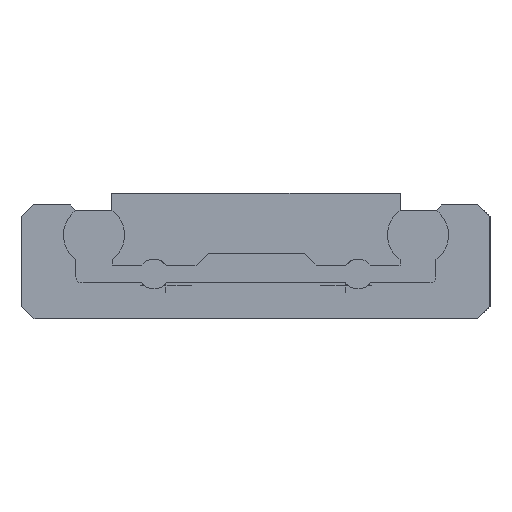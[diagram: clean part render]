
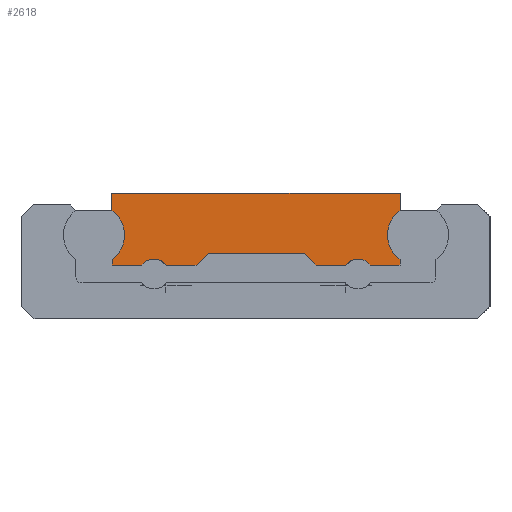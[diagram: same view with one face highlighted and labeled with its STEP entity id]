
A CAD part, left-side view. The second image highlights one B-rep face of the part: STEP entity #2618.
In plain terms, the highlighted face is planar.
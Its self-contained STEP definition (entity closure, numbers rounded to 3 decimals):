
#11 = ORIENTED_EDGE ( 'NONE', *, *, #1541, .T. ) ;
#52 = VERTEX_POINT ( 'NONE', #5452 ) ;
#117 = EDGE_CURVE ( 'NONE', #4551, #5715, #3449, .T. ) ;
#150 = CARTESIAN_POINT ( 'NONE',  ( 572.5, 8., 0. ) ) ;
#197 = ORIENTED_EDGE ( 'NONE', *, *, #4162, .T. ) ;
#264 = VERTEX_POINT ( 'NONE', #5128 ) ;
#440 = CARTESIAN_POINT ( 'NONE',  ( 572.5, -10., 2. ) ) ;
#457 = CARTESIAN_POINT ( 'NONE',  ( 572.5, 8., 0. ) ) ;
#475 = LINE ( 'NONE', #885, #5459 ) ;
#506 = EDGE_CURVE ( 'NONE', #52, #1392, #475, .T. ) ;
#604 = DIRECTION ( 'NONE',  ( 0., 0., -1. ) ) ;
#614 = DIRECTION ( 'NONE',  ( 1., 0., 0. ) ) ;
#641 = ORIENTED_EDGE ( 'NONE', *, *, #117, .T. ) ;
#647 = VECTOR ( 'NONE', #1418, 1000. ) ;
#653 = CIRCLE ( 'NONE', #6196, 2.6 ) ;
#758 = LINE ( 'NONE', #3167, #2651 ) ;
#759 = DIRECTION ( 'NONE',  ( 0., -1., 0. ) ) ;
#840 = DIRECTION ( 'NONE',  ( 0., 0., 1. ) ) ;
#870 = LINE ( 'NONE', #3686, #3303 ) ;
#874 = LINE ( 'NONE', #1267, #3843 ) ;
#885 = CARTESIAN_POINT ( 'NONE',  ( 572.5, 14.951, 2. ) ) ;
#919 = DIRECTION ( 'NONE',  ( 0., -1., 0. ) ) ;
#992 = VERTEX_POINT ( 'NONE', #6278 ) ;
#1121 = VERTEX_POINT ( 'NONE', #1902 ) ;
#1155 = CARTESIAN_POINT ( 'NONE',  ( 572.5, -27., -3. ) ) ;
#1223 = CARTESIAN_POINT ( 'NONE',  ( 572.5, -24., -7.124 ) ) ;
#1250 = ORIENTED_EDGE ( 'NONE', *, *, #4451, .T. ) ;
#1267 = CARTESIAN_POINT ( 'NONE',  ( 572.5, -19.049, 2. ) ) ;
#1270 = ORIENTED_EDGE ( 'NONE', *, *, #3854, .T. ) ;
#1290 = VERTEX_POINT ( 'NONE', #5380 ) ;
#1392 = VERTEX_POINT ( 'NONE', #3031 ) ;
#1411 = CARTESIAN_POINT ( 'NONE',  ( 572.5, -14.951, 2. ) ) ;
#1418 = DIRECTION ( 'NONE',  ( 0., -1., 0. ) ) ;
#1475 = ORIENTED_EDGE ( 'NONE', *, *, #506, .T. ) ;
#1476 = LINE ( 'NONE', #1651, #5332 ) ;
#1484 = CARTESIAN_POINT ( 'NONE',  ( 572.5, 24., -7.124 ) ) ;
#1533 = VERTEX_POINT ( 'NONE', #5568 ) ;
#1541 = EDGE_CURVE ( 'NONE', #5715, #1290, #5734, .T. ) ;
#1650 = DIRECTION ( 'NONE',  ( 0., 0., -1. ) ) ;
#1651 = CARTESIAN_POINT ( 'NONE',  ( 572.5, -8., 0. ) ) ;
#1665 = ORIENTED_EDGE ( 'NONE', *, *, #2374, .T. ) ;
#1761 = LINE ( 'NONE', #5194, #5936 ) ;
#1865 = DIRECTION ( 'NONE',  ( 0., 0., -1. ) ) ;
#1890 = DIRECTION ( 'NONE',  ( -1., 0., 0. ) ) ;
#1902 = CARTESIAN_POINT ( 'NONE',  ( 572.5, 19.049, 2. ) ) ;
#1919 = AXIS2_PLACEMENT_3D ( 'NONE', #1155, #4560, #1650 ) ;
#2017 = LINE ( 'NONE', #2710, #4612 ) ;
#2031 = VERTEX_POINT ( 'NONE', #3074 ) ;
#2043 = AXIS2_PLACEMENT_3D ( 'NONE', #4791, #1890, #2356 ) ;
#2116 = DIRECTION ( 'NONE',  ( 0., 0., -1. ) ) ;
#2154 = LINE ( 'NONE', #6089, #4290 ) ;
#2230 = ORIENTED_EDGE ( 'NONE', *, *, #3116, .T. ) ;
#2356 = DIRECTION ( 'NONE',  ( 0., 0., -1. ) ) ;
#2374 = EDGE_CURVE ( 'NONE', #1533, #5515, #2939, .T. ) ;
#2479 = DIRECTION ( 'NONE',  ( -1., 0., 0. ) ) ;
#2533 = VECTOR ( 'NONE', #919, 1000. ) ;
#2618 = ADVANCED_FACE ( 'NONE', ( #5880 ), #6243, .T. ) ;
#2651 = VECTOR ( 'NONE', #5532, 1000. ) ;
#2710 = CARTESIAN_POINT ( 'NONE',  ( 572.5, 10., 2. ) ) ;
#2768 = ORIENTED_EDGE ( 'NONE', *, *, #6184, .T. ) ;
#2852 = VERTEX_POINT ( 'NONE', #4980 ) ;
#2939 = CIRCLE ( 'NONE', #1919, 5.1 ) ;
#2950 = VECTOR ( 'NONE', #840, 1000. ) ;
#3031 = CARTESIAN_POINT ( 'NONE',  ( 572.5, 10., 2. ) ) ;
#3033 = VECTOR ( 'NONE', #1865, 1000. ) ;
#3074 = CARTESIAN_POINT ( 'NONE',  ( 572.5, -24., 2. ) ) ;
#3116 = EDGE_CURVE ( 'NONE', #1392, #4109, #2017, .T. ) ;
#3117 = CARTESIAN_POINT ( 'NONE',  ( 572.5, 27., -3. ) ) ;
#3163 = DIRECTION ( 'NONE',  ( -1., 0., 0. ) ) ;
#3167 = CARTESIAN_POINT ( 'NONE',  ( 572.5, -24., -7.124 ) ) ;
#3195 = DIRECTION ( 'NONE',  ( 0., -0.707, 0.707 ) ) ;
#3240 = ORIENTED_EDGE ( 'NONE', *, *, #3557, .T. ) ;
#3303 = VECTOR ( 'NONE', #4681, 1000. ) ;
#3449 = CIRCLE ( 'NONE', #5765, 5.1 ) ;
#3557 = EDGE_CURVE ( 'NONE', #992, #5752, #1476, .T. ) ;
#3686 = CARTESIAN_POINT ( 'NONE',  ( 572.5, -10., 2. ) ) ;
#3689 = CARTESIAN_POINT ( 'NONE',  ( 572.5, 24., 1.124 ) ) ;
#3836 = CARTESIAN_POINT ( 'NONE',  ( 572.5, 24., 2. ) ) ;
#3843 = VECTOR ( 'NONE', #759, 1000. ) ;
#3854 = EDGE_CURVE ( 'NONE', #5033, #5780, #3929, .T. ) ;
#3929 = CIRCLE ( 'NONE', #2043, 2.6 ) ;
#3949 = DIRECTION ( 'NONE',  ( 0., 0., -1. ) ) ;
#3991 = LINE ( 'NONE', #457, #647 ) ;
#4072 = ORIENTED_EDGE ( 'NONE', *, *, #4254, .T. ) ;
#4109 = VERTEX_POINT ( 'NONE', #150 ) ;
#4162 = EDGE_CURVE ( 'NONE', #1121, #52, #653, .T. ) ;
#4254 = EDGE_CURVE ( 'NONE', #5780, #2031, #874, .T. ) ;
#4287 = DIRECTION ( 'NONE',  ( 0., 1., 0. ) ) ;
#4290 = VECTOR ( 'NONE', #4715, 1000. ) ;
#4331 = LINE ( 'NONE', #6232, #3033 ) ;
#4368 = CARTESIAN_POINT ( 'NONE',  ( 572.5, -19.049, 2. ) ) ;
#4451 = EDGE_CURVE ( 'NONE', #4109, #992, #3991, .T. ) ;
#4551 = VERTEX_POINT ( 'NONE', #1484 ) ;
#4560 = DIRECTION ( 'NONE',  ( -1., 0., 0. ) ) ;
#4612 = VECTOR ( 'NONE', #6164, 1000. ) ;
#4681 = DIRECTION ( 'NONE',  ( 0., -1., 0. ) ) ;
#4715 = DIRECTION ( 'NONE',  ( 0., 0., 1. ) ) ;
#4771 = CARTESIAN_POINT ( 'NONE',  ( 572.5, 24., 1.124 ) ) ;
#4791 = CARTESIAN_POINT ( 'NONE',  ( 572.5, -17., 3.6 ) ) ;
#4859 = EDGE_CURVE ( 'NONE', #5515, #264, #758, .T. ) ;
#4865 = ORIENTED_EDGE ( 'NONE', *, *, #4941, .T. ) ;
#4941 = EDGE_CURVE ( 'NONE', #2031, #1533, #4331, .T. ) ;
#4980 = CARTESIAN_POINT ( 'NONE',  ( 572.5, 24., -10. ) ) ;
#5033 = VERTEX_POINT ( 'NONE', #1411 ) ;
#5128 = CARTESIAN_POINT ( 'NONE',  ( 572.5, -24., -10. ) ) ;
#5150 = EDGE_LOOP ( 'NONE', ( #5159, #2768, #641, #11, #5204, #197, #1475, #2230, #1250, #3240, #5500, #1270, #4072, #4865, #1665, #5467 ) ) ;
#5159 = ORIENTED_EDGE ( 'NONE', *, *, #5670, .T. ) ;
#5194 = CARTESIAN_POINT ( 'NONE',  ( 572.5, -24., -10. ) ) ;
#5204 = ORIENTED_EDGE ( 'NONE', *, *, #6267, .T. ) ;
#5234 = AXIS2_PLACEMENT_3D ( 'NONE', #5797, #614, #3949 ) ;
#5332 = VECTOR ( 'NONE', #3195, 1000. ) ;
#5361 = CARTESIAN_POINT ( 'NONE',  ( 572.5, 17., 3.6 ) ) ;
#5380 = CARTESIAN_POINT ( 'NONE',  ( 572.5, 24., 2. ) ) ;
#5452 = CARTESIAN_POINT ( 'NONE',  ( 572.5, 14.951, 2. ) ) ;
#5459 = VECTOR ( 'NONE', #6179, 1000. ) ;
#5467 = ORIENTED_EDGE ( 'NONE', *, *, #4859, .T. ) ;
#5500 = ORIENTED_EDGE ( 'NONE', *, *, #6072, .T. ) ;
#5515 = VERTEX_POINT ( 'NONE', #1223 ) ;
#5532 = DIRECTION ( 'NONE',  ( 0., 0., -1. ) ) ;
#5568 = CARTESIAN_POINT ( 'NONE',  ( 572.5, -24., 1.124 ) ) ;
#5622 = LINE ( 'NONE', #3836, #2533 ) ;
#5670 = EDGE_CURVE ( 'NONE', #264, #2852, #1761, .T. ) ;
#5715 = VERTEX_POINT ( 'NONE', #4771 ) ;
#5734 = LINE ( 'NONE', #3689, #2950 ) ;
#5752 = VERTEX_POINT ( 'NONE', #440 ) ;
#5765 = AXIS2_PLACEMENT_3D ( 'NONE', #3117, #3163, #2116 ) ;
#5780 = VERTEX_POINT ( 'NONE', #4368 ) ;
#5797 = CARTESIAN_POINT ( 'NONE',  ( 572.5, 27., -3. ) ) ;
#5880 = FACE_OUTER_BOUND ( 'NONE', #5150, .T. ) ;
#5936 = VECTOR ( 'NONE', #4287, 1000. ) ;
#6072 = EDGE_CURVE ( 'NONE', #5752, #5033, #870, .T. ) ;
#6089 = CARTESIAN_POINT ( 'NONE',  ( 572.5, 24., -10. ) ) ;
#6164 = DIRECTION ( 'NONE',  ( 0., -0.707, -0.707 ) ) ;
#6179 = DIRECTION ( 'NONE',  ( 0., -1., 0. ) ) ;
#6184 = EDGE_CURVE ( 'NONE', #2852, #4551, #2154, .T. ) ;
#6196 = AXIS2_PLACEMENT_3D ( 'NONE', #5361, #2479, #604 ) ;
#6232 = CARTESIAN_POINT ( 'NONE',  ( 572.5, -24., 2. ) ) ;
#6243 = PLANE ( 'NONE',  #5234 ) ;
#6267 = EDGE_CURVE ( 'NONE', #1290, #1121, #5622, .T. ) ;
#6278 = CARTESIAN_POINT ( 'NONE',  ( 572.5, -8., 0. ) ) ;
